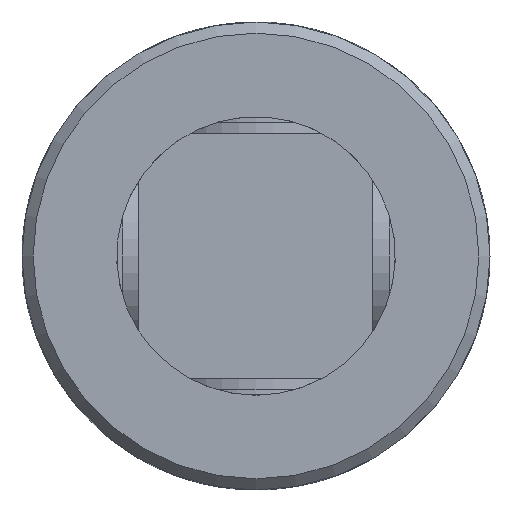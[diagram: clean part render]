
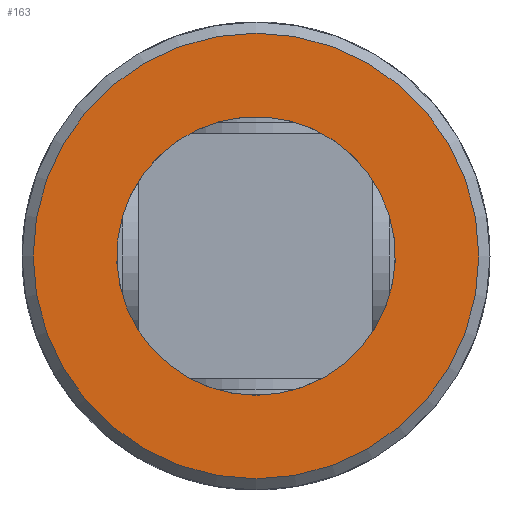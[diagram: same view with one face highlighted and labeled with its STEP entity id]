
A CAD part, left-side view. The second image highlights one B-rep face of the part: STEP entity #163.
In plain terms, the highlighted planar face has unit normal (-1, 0, 0).
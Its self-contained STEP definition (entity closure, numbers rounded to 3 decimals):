
#163 = ADVANCED_FACE( '', ( #322, #323 ), #324, .F. );
#322 = FACE_OUTER_BOUND( '', #478, .T. );
#323 = FACE_BOUND( '', #479, .T. );
#324 = PLANE( '', #480 );
#478 = EDGE_LOOP( '', ( #720 ) );
#479 = EDGE_LOOP( '', ( #721 ) );
#480 = AXIS2_PLACEMENT_3D( '', #722, #723, #724 );
#720 = ORIENTED_EDGE( '', *, *, #929, .F. );
#721 = ORIENTED_EDGE( '', *, *, #922, .T. );
#722 = CARTESIAN_POINT( '', ( 0., 0., 0. ) );
#723 = DIRECTION( '', ( 1., 0., 0. ) );
#724 = DIRECTION( '', ( 0., 0., -1. ) );
#922 = EDGE_CURVE( '', #1080, #1080, #1081, .T. );
#929 = EDGE_CURVE( '', #1091, #1091, #1092, .T. );
#1080 = VERTEX_POINT( '', #1618 );
#1081 = CIRCLE( '', #1619, 12.5 );
#1091 = VERTEX_POINT( '', #1676 );
#1092 = CIRCLE( '', #1677, 20. );
#1618 = CARTESIAN_POINT( '', ( 0., 0., -12.5 ) );
#1619 = AXIS2_PLACEMENT_3D( '', #1838, #1839, #1840 );
#1676 = CARTESIAN_POINT( '', ( 0., 0., -20. ) );
#1677 = AXIS2_PLACEMENT_3D( '', #1846, #1847, #1848 );
#1838 = CARTESIAN_POINT( '', ( 0., 0., 0. ) );
#1839 = DIRECTION( '', ( 1., 0., 0. ) );
#1840 = DIRECTION( '', ( 0., 0., -1. ) );
#1846 = CARTESIAN_POINT( '', ( 0., 0., 0. ) );
#1847 = DIRECTION( '', ( 1., 0., 0. ) );
#1848 = DIRECTION( '', ( 0., 0., -1. ) );
